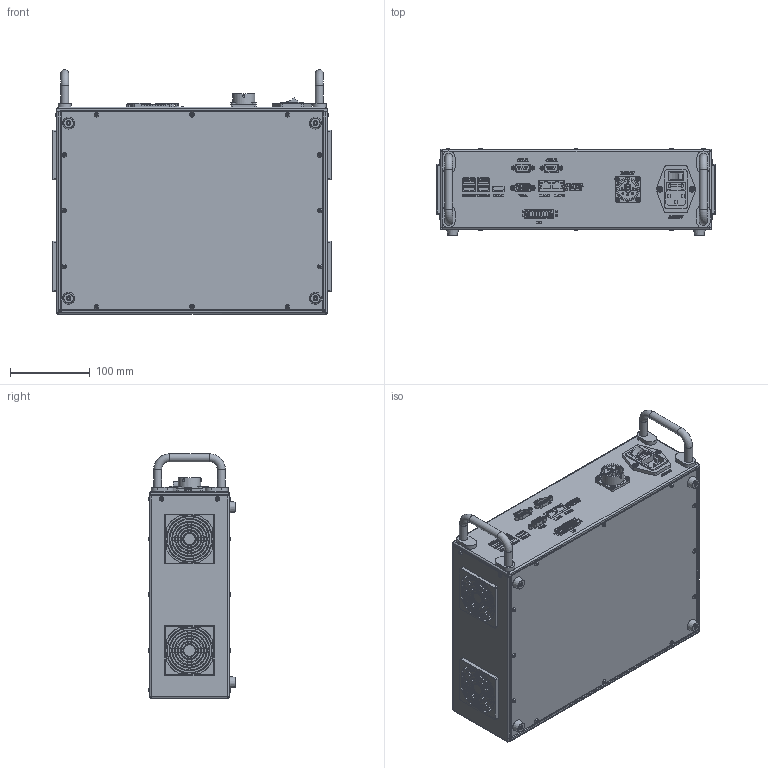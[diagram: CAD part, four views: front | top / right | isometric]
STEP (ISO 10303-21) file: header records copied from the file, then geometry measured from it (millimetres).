
FILE_DESCRIPTION (( 'STEP AP214' ), '1' );
FILE_NAME ('MiNi控制箱外发模型.STEP', '2023-03-07T02:08:30', ( '个人用户' ), ( '微软中国' ), 'SwSTEP 2.0', 'SolidWorks 2018', '' );
FILE_SCHEMA (( 'AUTOMOTIVE_DESIGN' ));
Length unit declared in the file: millimetre
Products named in the file (1): MiNi諷秶眊俋楷耀倰
Bounding box: 350 x 109.25 x 307 mm (x, y, z)
Volume: 8868706.1 mm3; surface area: 356522.8 mm2
Topology: 1 solids, 25 shells, 5419 faces, 15819 edges, 10445 vertices
Faces by surface type: plane 3864, bspline 856, cylinder 542, cone 106, sphere 32, torus 19
Full cylindrical faces by diameter (mm): 1 x15, 1.016 x18, 2 x9, 2.286 x6, 2.5 x3, 2.76 x4, 3 x23, 3.08 x2, 3.5 x6, 3.8 x12, 5.2 x2, 5.5 x8, 6 x4, 10 x6, 14.25 x4, 16.25 x4, 21.25 x4, 23.25 x4, 24.5 x1, 28 x1, 28.25 x4, 30.25 x4, 35.25 x4, 37.25 x4, 42.25 x4, 44.25 x4, 49.25 x4, 51.25 x4, 56.25 x4
Entity records: 275263 total; most frequent: CARTESIAN_POINT 77602, ORIENTED_EDGE 30978, DIRECTION 24995, EDGE_CURVE 15489, VERTEX_POINT 10351, VECTOR 10341, LINE 10341, AXIS2_PLACEMENT_3D 7327
